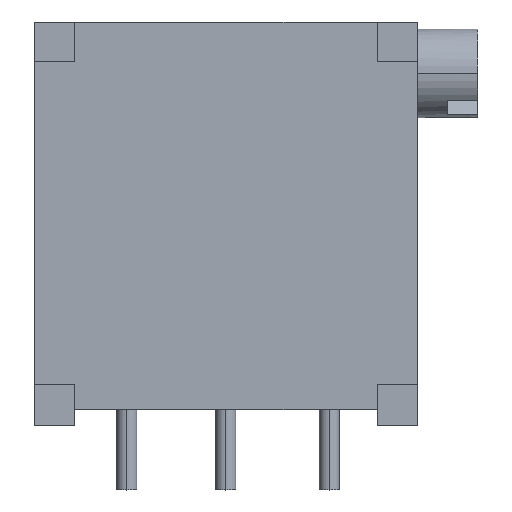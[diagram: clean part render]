
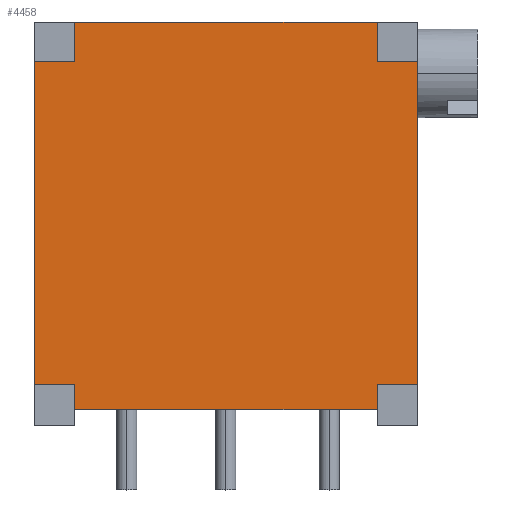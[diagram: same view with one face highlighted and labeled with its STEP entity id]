
A CAD part, top view. The second image highlights one B-rep face of the part: STEP entity #4458.
In plain terms, the highlighted planar face has unit normal (0, 0, 1).
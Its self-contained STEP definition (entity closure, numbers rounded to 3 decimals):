
#55 = EDGE_CURVE ( 'NONE', #2762, #6140, #7012, .T. ) ;
#265 = ORIENTED_EDGE ( 'NONE', *, *, #7565, .T. ) ;
#363 = ORIENTED_EDGE ( 'NONE', *, *, #1341, .T. ) ;
#589 = EDGE_CURVE ( 'NONE', #2903, #1286, #4761, .T. ) ;
#607 = DIRECTION ( 'NONE',  ( 0., -1., 0. ) ) ;
#641 = CARTESIAN_POINT ( 'NONE',  ( 4.765, 1.02, 2. ) ) ;
#718 = CARTESIAN_POINT ( 'NONE',  ( -4.765, 9.05, 2. ) ) ;
#761 = VERTEX_POINT ( 'NONE', #641 ) ;
#836 = EDGE_CURVE ( 'NONE', #3392, #2282, #3720, .T. ) ;
#860 = VECTOR ( 'NONE', #10143, 1000. ) ;
#874 = CARTESIAN_POINT ( 'NONE',  ( -3.765, 9.05, 2. ) ) ;
#992 = ORIENTED_EDGE ( 'NONE', *, *, #4131, .T. ) ;
#1136 = LINE ( 'NONE', #9784, #860 ) ;
#1210 = LINE ( 'NONE', #7307, #7229 ) ;
#1286 = VERTEX_POINT ( 'NONE', #3242 ) ;
#1293 = LINE ( 'NONE', #4338, #3404 ) ;
#1341 = EDGE_CURVE ( 'NONE', #761, #2903, #1136, .T. ) ;
#1394 = FACE_OUTER_BOUND ( 'NONE', #7129, .T. ) ;
#1414 = VERTEX_POINT ( 'NONE', #4969 ) ;
#1421 = VECTOR ( 'NONE', #6940, 1000. ) ;
#1627 = ORIENTED_EDGE ( 'NONE', *, *, #7983, .F. ) ;
#1766 = VERTEX_POINT ( 'NONE', #10239 ) ;
#1832 = CARTESIAN_POINT ( 'NONE',  ( -4.765, 10.03, 2. ) ) ;
#2059 = VECTOR ( 'NONE', #3324, 1000. ) ;
#2282 = VERTEX_POINT ( 'NONE', #9185 ) ;
#2375 = VECTOR ( 'NONE', #6116, 1000. ) ;
#2706 = AXIS2_PLACEMENT_3D ( 'NONE', #6147, #8608, #3745 ) ;
#2762 = VERTEX_POINT ( 'NONE', #4738 ) ;
#2885 = LINE ( 'NONE', #5861, #2375 ) ;
#2903 = VERTEX_POINT ( 'NONE', #3584 ) ;
#2941 = PLANE ( 'NONE',  #2706 ) ;
#3242 = CARTESIAN_POINT ( 'NONE',  ( 3.765, 9.05, 2. ) ) ;
#3324 = DIRECTION ( 'NONE',  ( 1., 0., 0. ) ) ;
#3359 = CARTESIAN_POINT ( 'NONE',  ( 3.765, 1.02, 2. ) ) ;
#3392 = VERTEX_POINT ( 'NONE', #4898 ) ;
#3404 = VECTOR ( 'NONE', #4169, 1000. ) ;
#3454 = LINE ( 'NONE', #5703, #7506 ) ;
#3584 = CARTESIAN_POINT ( 'NONE',  ( 4.765, 9.05, 2. ) ) ;
#3619 = VECTOR ( 'NONE', #4939, 1000. ) ;
#3682 = LINE ( 'NONE', #8764, #9909 ) ;
#3720 = LINE ( 'NONE', #874, #3619 ) ;
#3745 = DIRECTION ( 'NONE',  ( 1., 0., 0. ) ) ;
#4131 = EDGE_CURVE ( 'NONE', #6140, #1414, #2885, .T. ) ;
#4169 = DIRECTION ( 'NONE',  ( 0., 1., 0. ) ) ;
#4338 = CARTESIAN_POINT ( 'NONE',  ( 3.765, 0.4, 2. ) ) ;
#4458 = ADVANCED_FACE ( 'NONE', ( #1394 ), #2941, .T. ) ;
#4738 = CARTESIAN_POINT ( 'NONE',  ( -4.765, 9.05, 2. ) ) ;
#4761 = LINE ( 'NONE', #5547, #4866 ) ;
#4866 = VECTOR ( 'NONE', #5452, 1000. ) ;
#4873 = VERTEX_POINT ( 'NONE', #8508 ) ;
#4898 = CARTESIAN_POINT ( 'NONE',  ( -3.765, 10.03, 2. ) ) ;
#4939 = DIRECTION ( 'NONE',  ( 0., -1., 0. ) ) ;
#4969 = CARTESIAN_POINT ( 'NONE',  ( -3.765, 1.02, 2. ) ) ;
#5122 = CARTESIAN_POINT ( 'NONE',  ( -3.765, 0.4, 2. ) ) ;
#5327 = LINE ( 'NONE', #5122, #9662 ) ;
#5452 = DIRECTION ( 'NONE',  ( -1., 0., 0. ) ) ;
#5547 = CARTESIAN_POINT ( 'NONE',  ( 3.765, 9.05, 2. ) ) ;
#5703 = CARTESIAN_POINT ( 'NONE',  ( 3.765, 9.05, 2. ) ) ;
#5861 = CARTESIAN_POINT ( 'NONE',  ( -4.765, 1.02, 2. ) ) ;
#5935 = EDGE_CURVE ( 'NONE', #2282, #2762, #3682, .T. ) ;
#6116 = DIRECTION ( 'NONE',  ( 1., 0., 0. ) ) ;
#6140 = VERTEX_POINT ( 'NONE', #6256 ) ;
#6147 = CARTESIAN_POINT ( 'NONE',  ( 0., 0., 2. ) ) ;
#6256 = CARTESIAN_POINT ( 'NONE',  ( -4.765, 1.02, 2. ) ) ;
#6345 = DIRECTION ( 'NONE',  ( 0., -1., 0. ) ) ;
#6394 = ORIENTED_EDGE ( 'NONE', *, *, #7235, .T. ) ;
#6725 = EDGE_CURVE ( 'NONE', #10395, #4873, #10030, .T. ) ;
#6940 = DIRECTION ( 'NONE',  ( 1., 0., 0. ) ) ;
#7012 = LINE ( 'NONE', #718, #7131 ) ;
#7016 = ORIENTED_EDGE ( 'NONE', *, *, #6725, .T. ) ;
#7129 = EDGE_LOOP ( 'NONE', ( #8632, #7309, #10430, #992, #265, #7016, #6394, #10094, #363, #7142, #9476, #1627 ) ) ;
#7131 = VECTOR ( 'NONE', #6345, 1000. ) ;
#7142 = ORIENTED_EDGE ( 'NONE', *, *, #589, .T. ) ;
#7229 = VECTOR ( 'NONE', #7233, 1000. ) ;
#7233 = DIRECTION ( 'NONE',  ( 1., 0., 0. ) ) ;
#7235 = EDGE_CURVE ( 'NONE', #4873, #9815, #1293, .T. ) ;
#7307 = CARTESIAN_POINT ( 'NONE',  ( 3.765, 1.02, 2. ) ) ;
#7309 = ORIENTED_EDGE ( 'NONE', *, *, #5935, .T. ) ;
#7506 = VECTOR ( 'NONE', #9796, 1000. ) ;
#7565 = EDGE_CURVE ( 'NONE', #1414, #10395, #5327, .T. ) ;
#7929 = DIRECTION ( 'NONE',  ( -1., 0., 0. ) ) ;
#7983 = EDGE_CURVE ( 'NONE', #3392, #1766, #8249, .T. ) ;
#8249 = LINE ( 'NONE', #1832, #2059 ) ;
#8508 = CARTESIAN_POINT ( 'NONE',  ( 3.765, 0.4, 2. ) ) ;
#8590 = CARTESIAN_POINT ( 'NONE',  ( 3.765, 0.4, 2. ) ) ;
#8608 = DIRECTION ( 'NONE',  ( 0., 0., 1. ) ) ;
#8632 = ORIENTED_EDGE ( 'NONE', *, *, #836, .T. ) ;
#8764 = CARTESIAN_POINT ( 'NONE',  ( -4.765, 9.05, 2. ) ) ;
#9116 = CARTESIAN_POINT ( 'NONE',  ( -3.765, 0.4, 2. ) ) ;
#9185 = CARTESIAN_POINT ( 'NONE',  ( -3.765, 9.05, 2. ) ) ;
#9476 = ORIENTED_EDGE ( 'NONE', *, *, #9849, .T. ) ;
#9662 = VECTOR ( 'NONE', #607, 1000. ) ;
#9784 = CARTESIAN_POINT ( 'NONE',  ( 4.765, 1.02, 2. ) ) ;
#9796 = DIRECTION ( 'NONE',  ( 0., 1., 0. ) ) ;
#9815 = VERTEX_POINT ( 'NONE', #3359 ) ;
#9849 = EDGE_CURVE ( 'NONE', #1286, #1766, #3454, .T. ) ;
#9909 = VECTOR ( 'NONE', #7929, 1000. ) ;
#10030 = LINE ( 'NONE', #8590, #1421 ) ;
#10094 = ORIENTED_EDGE ( 'NONE', *, *, #10134, .T. ) ;
#10134 = EDGE_CURVE ( 'NONE', #9815, #761, #1210, .T. ) ;
#10143 = DIRECTION ( 'NONE',  ( 0., 1., 0. ) ) ;
#10239 = CARTESIAN_POINT ( 'NONE',  ( 3.765, 10.03, 2. ) ) ;
#10395 = VERTEX_POINT ( 'NONE', #9116 ) ;
#10430 = ORIENTED_EDGE ( 'NONE', *, *, #55, .T. ) ;
